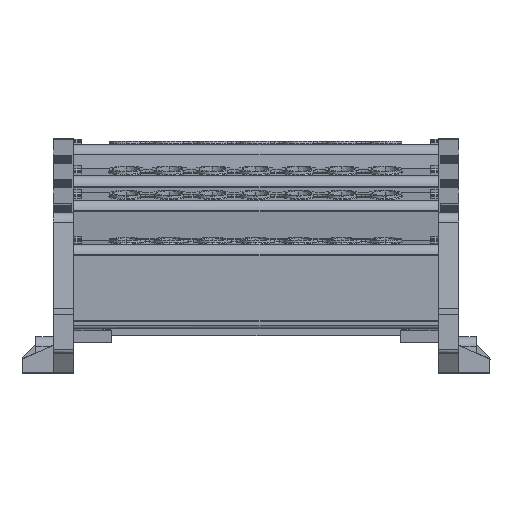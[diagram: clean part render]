
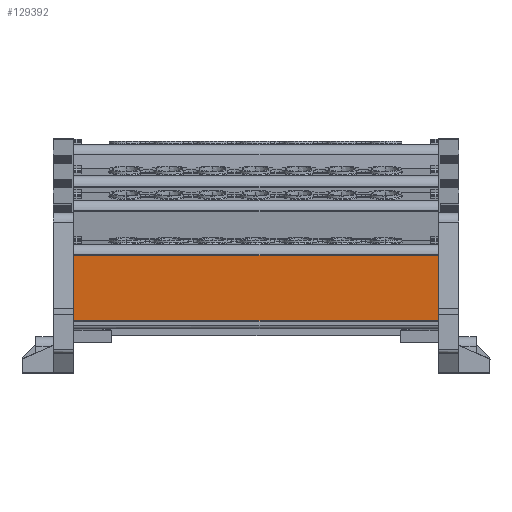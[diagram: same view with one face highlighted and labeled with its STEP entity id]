
A CAD part, top view. The second image highlights one B-rep face of the part: STEP entity #129392.
In plain terms, the highlighted planar face has unit normal (0, -0.07, 0.998).
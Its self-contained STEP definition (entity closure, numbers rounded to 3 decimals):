
#17291 = CARTESIAN_POINT ( 'NONE',  ( -1308.412, 715.846, 2359.787 ) ) ;
#17357 = CARTESIAN_POINT ( 'NONE',  ( -1413.91, 715.846, 2359.787 ) ) ;
#35345 = VERTEX_POINT ( 'NONE', #120874 ) ;
#35369 = VERTEX_POINT ( 'NONE', #120801 ) ;
#63262 = VECTOR ( 'NONE', #95392, 1000. ) ;
#82581 = EDGE_CURVE ( 'NONE', #35369, #35345, #137961, .T. ) ;
#82603 = EDGE_CURVE ( 'NONE', #35345, #117208, #138093, .T. ) ;
#83086 = EDGE_CURVE ( 'NONE', #35369, #117265, #141874, .T. ) ;
#95371 = CARTESIAN_POINT ( 'NONE',  ( -1309.282, 715.846, 2359.787 ) ) ;
#95392 = DIRECTION ( 'NONE',  ( 1., 0., 0. ) ) ;
#95411 = LINE ( 'NONE', #95371, #63262 ) ;
#107981 = VECTOR ( 'NONE', #138082, 1000. ) ;
#108096 = VECTOR ( 'NONE', #137987, 1000. ) ;
#112197 = EDGE_LOOP ( 'NONE', ( #118191, #118275, #122037, #122011 ) ) ;
#116221 = AXIS2_PLACEMENT_3D ( 'NONE', #127051, #126943, #126916 ) ;
#117208 = VERTEX_POINT ( 'NONE', #17291 ) ;
#117265 = VERTEX_POINT ( 'NONE', #17357 ) ;
#118191 = ORIENTED_EDGE ( 'NONE', *, *, #82603, .T. ) ;
#118275 = ORIENTED_EDGE ( 'NONE', *, *, #163936, .F. ) ;
#120801 = CARTESIAN_POINT ( 'NONE',  ( -1413.91, 696.002, 2358.399 ) ) ;
#120874 = CARTESIAN_POINT ( 'NONE',  ( -1308.412, 696.002, 2358.399 ) ) ;
#122011 = ORIENTED_EDGE ( 'NONE', *, *, #82581, .T. ) ;
#122037 = ORIENTED_EDGE ( 'NONE', *, *, #83086, .F. ) ;
#126914 = FACE_OUTER_BOUND ( 'NONE', #112197, .T. ) ;
#126916 = DIRECTION ( 'NONE',  ( 0., -0.998, -0.07 ) ) ;
#126943 = DIRECTION ( 'NONE',  ( 0., -0.07, 0.998 ) ) ;
#126980 = PLANE ( 'NONE',  #116221 ) ;
#127051 = CARTESIAN_POINT ( 'NONE',  ( -1309.282, 707.502, 2359.203 ) ) ;
#129392 = ADVANCED_FACE ( 'NONE', ( #126914 ), #126980, .T. ) ;
#137961 = LINE ( 'NONE', #138006, #108096 ) ;
#137987 = DIRECTION ( 'NONE',  ( 1., 0., 0. ) ) ;
#138006 = CARTESIAN_POINT ( 'NONE',  ( -1309.282, 696.002, 2358.399 ) ) ;
#138082 = DIRECTION ( 'NONE',  ( 0., 0.998, 0.07 ) ) ;
#138093 = LINE ( 'NONE', #138119, #107981 ) ;
#138119 = CARTESIAN_POINT ( 'NONE',  ( -1308.412, 707.502, 2359.203 ) ) ;
#141874 = B_SPLINE_CURVE_WITH_KNOTS ( 'NONE', 3,
 ( #156012, #156016, #156050, #156013 ),
 .UNSPECIFIED., .F., .F.,
 ( 4, 4 ),
 ( 0., 1. ),
 .UNSPECIFIED. ) ;
#156012 = CARTESIAN_POINT ( 'NONE',  ( -1413.91, 696.002, 2358.399 ) ) ;
#156013 = CARTESIAN_POINT ( 'NONE',  ( -1413.91, 715.846, 2359.787 ) ) ;
#156016 = CARTESIAN_POINT ( 'NONE',  ( -1413.91, 702.616, 2358.861 ) ) ;
#156050 = CARTESIAN_POINT ( 'NONE',  ( -1413.91, 709.231, 2359.324 ) ) ;
#163936 = EDGE_CURVE ( 'NONE', #117265, #117208, #95411, .T. ) ;
